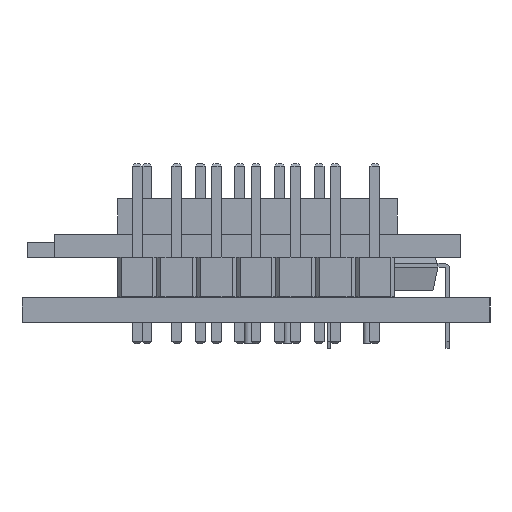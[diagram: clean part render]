
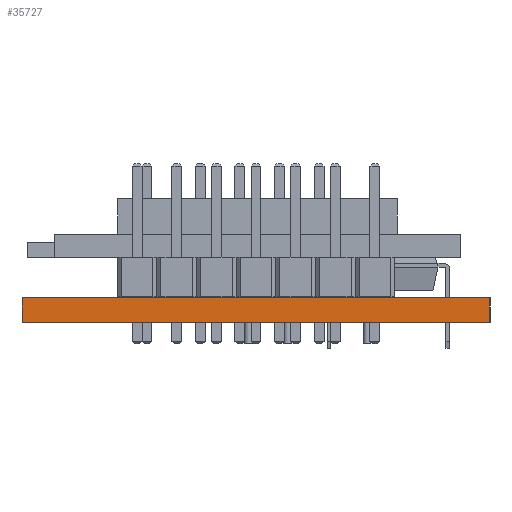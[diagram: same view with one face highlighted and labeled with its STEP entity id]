
A CAD part, left-side view. The second image highlights one B-rep face of the part: STEP entity #35727.
In plain terms, the highlighted planar face has unit normal (-1, 0, 0).
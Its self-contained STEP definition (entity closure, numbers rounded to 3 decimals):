
#35546 = PLANE('',#35547);
#35547 = AXIS2_PLACEMENT_3D('',#35548,#35549,#35550);
#35548 = CARTESIAN_POINT('',(154.5,-134.5,0.));
#35549 = DIRECTION('',(0.,-1.,0.));
#35550 = DIRECTION('',(-1.,0.,0.));
#35571 = VERTEX_POINT('',#35572);
#35572 = CARTESIAN_POINT('',(89.5,-134.5,1.6));
#35586 = PLANE('',#35587);
#35587 = AXIS2_PLACEMENT_3D('',#35588,#35589,#35590);
#35588 = CARTESIAN_POINT('',(122.,-119.5,1.6));
#35589 = DIRECTION('',(-0.,-0.,-1.));
#35590 = DIRECTION('',(-1.,0.,0.));
#35598 = EDGE_CURVE('',#35599,#35571,#35601,.T.);
#35599 = VERTEX_POINT('',#35600);
#35600 = CARTESIAN_POINT('',(89.5,-134.5,0.));
#35601 = SURFACE_CURVE('',#35602,(#35606,#35613),.PCURVE_S1.);
#35602 = LINE('',#35603,#35604);
#35603 = CARTESIAN_POINT('',(89.5,-134.5,0.));
#35604 = VECTOR('',#35605,1.);
#35605 = DIRECTION('',(0.,0.,1.));
#35606 = PCURVE('',#35546,#35607);
#35607 = DEFINITIONAL_REPRESENTATION('',(#35608),#35612);
#35608 = LINE('',#35609,#35610);
#35609 = CARTESIAN_POINT('',(65.,0.));
#35610 = VECTOR('',#35611,1.);
#35611 = DIRECTION('',(0.,-1.));
#35612 = ( GEOMETRIC_REPRESENTATION_CONTEXT(2) 
PARAMETRIC_REPRESENTATION_CONTEXT() REPRESENTATION_CONTEXT('2D SPACE',''
  ) );
#35613 = PCURVE('',#35614,#35619);
#35614 = PLANE('',#35615);
#35615 = AXIS2_PLACEMENT_3D('',#35616,#35617,#35618);
#35616 = CARTESIAN_POINT('',(89.5,-134.5,0.));
#35617 = DIRECTION('',(-1.,0.,0.));
#35618 = DIRECTION('',(0.,1.,0.));
#35619 = DEFINITIONAL_REPRESENTATION('',(#35620),#35624);
#35620 = LINE('',#35621,#35622);
#35621 = CARTESIAN_POINT('',(0.,0.));
#35622 = VECTOR('',#35623,1.);
#35623 = DIRECTION('',(0.,-1.));
#35624 = ( GEOMETRIC_REPRESENTATION_CONTEXT(2) 
PARAMETRIC_REPRESENTATION_CONTEXT() REPRESENTATION_CONTEXT('2D SPACE',''
  ) );
#35640 = PLANE('',#35641);
#35641 = AXIS2_PLACEMENT_3D('',#35642,#35643,#35644);
#35642 = CARTESIAN_POINT('',(122.,-119.5,0.));
#35643 = DIRECTION('',(-0.,-0.,-1.));
#35644 = DIRECTION('',(-1.,0.,0.));
#35673 = PLANE('',#35674);
#35674 = AXIS2_PLACEMENT_3D('',#35675,#35676,#35677);
#35675 = CARTESIAN_POINT('',(89.5,-104.5,0.));
#35676 = DIRECTION('',(0.,1.,0.));
#35677 = DIRECTION('',(1.,0.,0.));
#35727 = ADVANCED_FACE('',(#35728),#35614,.T.);
#35728 = FACE_BOUND('',#35729,.T.);
#35729 = EDGE_LOOP('',(#35730,#35731,#35754,#35777));
#35730 = ORIENTED_EDGE('',*,*,#35598,.T.);
#35731 = ORIENTED_EDGE('',*,*,#35732,.T.);
#35732 = EDGE_CURVE('',#35571,#35733,#35735,.T.);
#35733 = VERTEX_POINT('',#35734);
#35734 = CARTESIAN_POINT('',(89.5,-104.5,1.6));
#35735 = SURFACE_CURVE('',#35736,(#35740,#35747),.PCURVE_S1.);
#35736 = LINE('',#35737,#35738);
#35737 = CARTESIAN_POINT('',(89.5,-134.5,1.6));
#35738 = VECTOR('',#35739,1.);
#35739 = DIRECTION('',(0.,1.,0.));
#35740 = PCURVE('',#35614,#35741);
#35741 = DEFINITIONAL_REPRESENTATION('',(#35742),#35746);
#35742 = LINE('',#35743,#35744);
#35743 = CARTESIAN_POINT('',(0.,-1.6));
#35744 = VECTOR('',#35745,1.);
#35745 = DIRECTION('',(1.,0.));
#35746 = ( GEOMETRIC_REPRESENTATION_CONTEXT(2) 
PARAMETRIC_REPRESENTATION_CONTEXT() REPRESENTATION_CONTEXT('2D SPACE',''
  ) );
#35747 = PCURVE('',#35586,#35748);
#35748 = DEFINITIONAL_REPRESENTATION('',(#35749),#35753);
#35749 = LINE('',#35750,#35751);
#35750 = CARTESIAN_POINT('',(32.5,-15.));
#35751 = VECTOR('',#35752,1.);
#35752 = DIRECTION('',(0.,1.));
#35753 = ( GEOMETRIC_REPRESENTATION_CONTEXT(2) 
PARAMETRIC_REPRESENTATION_CONTEXT() REPRESENTATION_CONTEXT('2D SPACE',''
  ) );
#35754 = ORIENTED_EDGE('',*,*,#35755,.F.);
#35755 = EDGE_CURVE('',#35756,#35733,#35758,.T.);
#35756 = VERTEX_POINT('',#35757);
#35757 = CARTESIAN_POINT('',(89.5,-104.5,0.));
#35758 = SURFACE_CURVE('',#35759,(#35763,#35770),.PCURVE_S1.);
#35759 = LINE('',#35760,#35761);
#35760 = CARTESIAN_POINT('',(89.5,-104.5,0.));
#35761 = VECTOR('',#35762,1.);
#35762 = DIRECTION('',(0.,0.,1.));
#35763 = PCURVE('',#35614,#35764);
#35764 = DEFINITIONAL_REPRESENTATION('',(#35765),#35769);
#35765 = LINE('',#35766,#35767);
#35766 = CARTESIAN_POINT('',(30.,0.));
#35767 = VECTOR('',#35768,1.);
#35768 = DIRECTION('',(0.,-1.));
#35769 = ( GEOMETRIC_REPRESENTATION_CONTEXT(2) 
PARAMETRIC_REPRESENTATION_CONTEXT() REPRESENTATION_CONTEXT('2D SPACE',''
  ) );
#35770 = PCURVE('',#35673,#35771);
#35771 = DEFINITIONAL_REPRESENTATION('',(#35772),#35776);
#35772 = LINE('',#35773,#35774);
#35773 = CARTESIAN_POINT('',(0.,0.));
#35774 = VECTOR('',#35775,1.);
#35775 = DIRECTION('',(0.,-1.));
#35776 = ( GEOMETRIC_REPRESENTATION_CONTEXT(2) 
PARAMETRIC_REPRESENTATION_CONTEXT() REPRESENTATION_CONTEXT('2D SPACE',''
  ) );
#35777 = ORIENTED_EDGE('',*,*,#35778,.F.);
#35778 = EDGE_CURVE('',#35599,#35756,#35779,.T.);
#35779 = SURFACE_CURVE('',#35780,(#35784,#35791),.PCURVE_S1.);
#35780 = LINE('',#35781,#35782);
#35781 = CARTESIAN_POINT('',(89.5,-134.5,0.));
#35782 = VECTOR('',#35783,1.);
#35783 = DIRECTION('',(0.,1.,0.));
#35784 = PCURVE('',#35614,#35785);
#35785 = DEFINITIONAL_REPRESENTATION('',(#35786),#35790);
#35786 = LINE('',#35787,#35788);
#35787 = CARTESIAN_POINT('',(0.,0.));
#35788 = VECTOR('',#35789,1.);
#35789 = DIRECTION('',(1.,0.));
#35790 = ( GEOMETRIC_REPRESENTATION_CONTEXT(2) 
PARAMETRIC_REPRESENTATION_CONTEXT() REPRESENTATION_CONTEXT('2D SPACE',''
  ) );
#35791 = PCURVE('',#35640,#35792);
#35792 = DEFINITIONAL_REPRESENTATION('',(#35793),#35797);
#35793 = LINE('',#35794,#35795);
#35794 = CARTESIAN_POINT('',(32.5,-15.));
#35795 = VECTOR('',#35796,1.);
#35796 = DIRECTION('',(0.,1.));
#35797 = ( GEOMETRIC_REPRESENTATION_CONTEXT(2) 
PARAMETRIC_REPRESENTATION_CONTEXT() REPRESENTATION_CONTEXT('2D SPACE',''
  ) );
